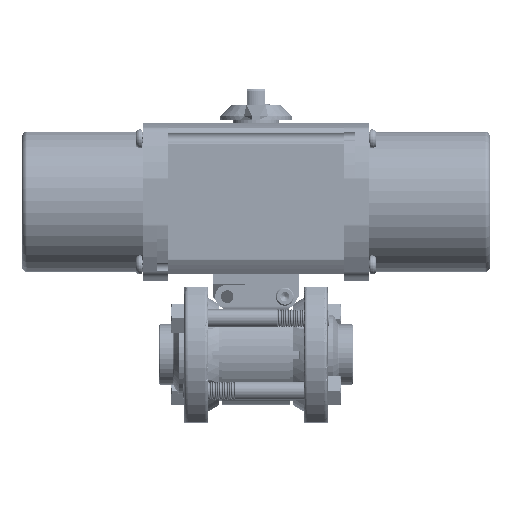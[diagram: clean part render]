
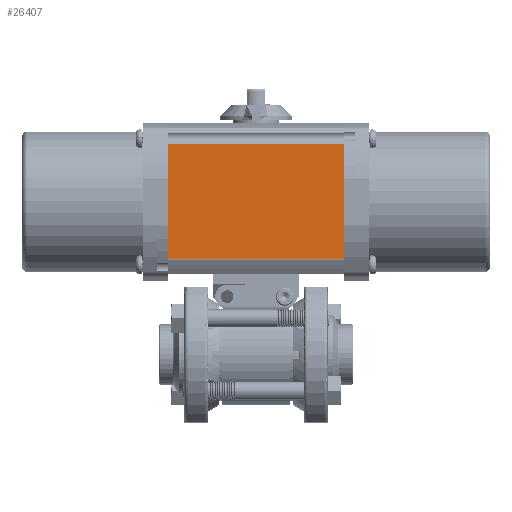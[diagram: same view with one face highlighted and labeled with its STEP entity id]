
A CAD part, top view. The second image highlights one B-rep face of the part: STEP entity #26407.
In plain terms, the highlighted planar face has unit normal (0, 0, 1).
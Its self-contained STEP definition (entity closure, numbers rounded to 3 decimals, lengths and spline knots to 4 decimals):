
#3865 = EDGE_LOOP ( 'NONE', ( #136273, #21357, #114227, #116818 ) ) ;
#5644 = EDGE_CURVE ( 'NONE', #191192, #118931, #105117, .T. ) ;
#8867 = VECTOR ( 'NONE', #180813, 39.3701 ) ;
#14000 = CARTESIAN_POINT ( 'NONE',  ( -5.0403, 3.6544, 1.17 ) ) ;
#18776 = VECTOR ( 'NONE', #39237, 39.3701 ) ;
#19719 = CARTESIAN_POINT ( 'NONE',  ( -1.5275, 3.6544, 1.17 ) ) ;
#21357 = ORIENTED_EDGE ( 'NONE', *, *, #60815, .T. ) ;
#26407 = ADVANCED_FACE ( 'NONE', ( #124273 ), #62294, .F. ) ;
#30354 = DIRECTION ( 'NONE',  ( 0., -1., 0. ) ) ;
#39237 = DIRECTION ( 'NONE',  ( 0., -1., 0. ) ) ;
#46286 = CARTESIAN_POINT ( 'NONE',  ( -5.0403, 3.6471, 1.17 ) ) ;
#60815 = EDGE_CURVE ( 'NONE', #191192, #138090, #81177, .T. ) ;
#62294 = PLANE ( 'NONE',  #165890 ) ;
#67623 = CARTESIAN_POINT ( 'NONE',  ( -5.0403, 1.6529, 1.17 ) ) ;
#73400 = EDGE_CURVE ( 'NONE', #81565, #138090, #209985, .T. ) ;
#81177 = LINE ( 'NONE', #46286, #162217 ) ;
#81565 = VERTEX_POINT ( 'NONE', #190197 ) ;
#95158 = LINE ( 'NONE', #67623, #8867 ) ;
#105117 = LINE ( 'NONE', #152534, #18776 ) ;
#114227 = ORIENTED_EDGE ( 'NONE', *, *, #73400, .F. ) ;
#116818 = ORIENTED_EDGE ( 'NONE', *, *, #136724, .T. ) ;
#116841 = DIRECTION ( 'NONE',  ( 0., 1., 0. ) ) ;
#118931 = VERTEX_POINT ( 'NONE', #209388 ) ;
#124273 = FACE_OUTER_BOUND ( 'NONE', #3865, .T. ) ;
#127355 = DIRECTION ( 'NONE',  ( 0., 0., -1. ) ) ;
#136273 = ORIENTED_EDGE ( 'NONE', *, *, #5644, .F. ) ;
#136724 = EDGE_CURVE ( 'NONE', #81565, #118931, #95158, .T. ) ;
#138090 = VERTEX_POINT ( 'NONE', #142736 ) ;
#142736 = CARTESIAN_POINT ( 'NONE',  ( -1.5275, 3.6471, 1.17 ) ) ;
#152534 = CARTESIAN_POINT ( 'NONE',  ( 1.5275, 3.6544, 1.17 ) ) ;
#159598 = DIRECTION ( 'NONE',  ( -1., 0., 0. ) ) ;
#161942 = VECTOR ( 'NONE', #116841, 39.3701 ) ;
#162217 = VECTOR ( 'NONE', #159598, 39.3701 ) ;
#165890 = AXIS2_PLACEMENT_3D ( 'NONE', #14000, #127355, #30354 ) ;
#180813 = DIRECTION ( 'NONE',  ( 1., 0., 0. ) ) ;
#190197 = CARTESIAN_POINT ( 'NONE',  ( -1.5275, 1.6529, 1.17 ) ) ;
#191192 = VERTEX_POINT ( 'NONE', #196632 ) ;
#196632 = CARTESIAN_POINT ( 'NONE',  ( 1.5275, 3.6471, 1.17 ) ) ;
#209388 = CARTESIAN_POINT ( 'NONE',  ( 1.5275, 1.6529, 1.17 ) ) ;
#209985 = LINE ( 'NONE', #19719, #161942 ) ;
